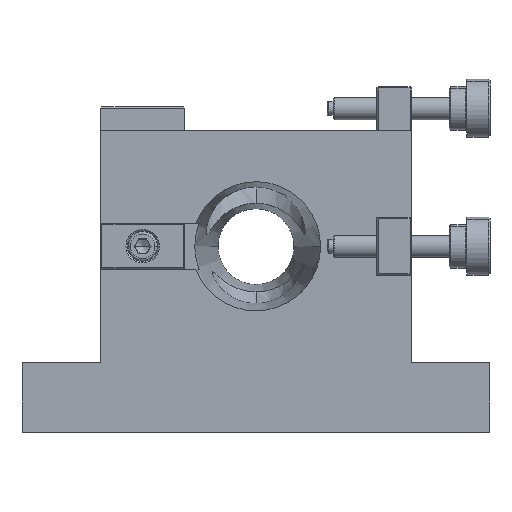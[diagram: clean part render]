
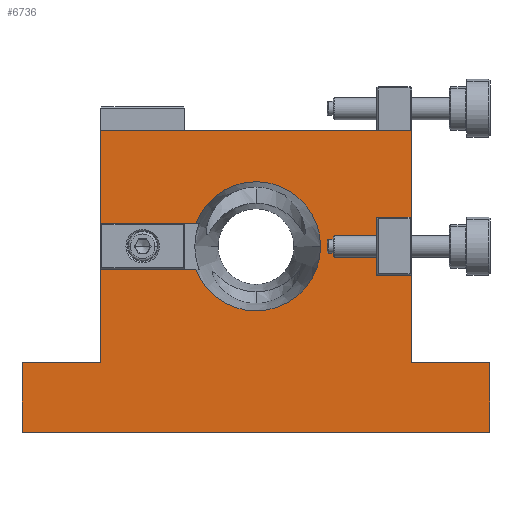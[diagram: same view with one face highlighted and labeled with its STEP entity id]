
A CAD part, top view. The second image highlights one B-rep face of the part: STEP entity #6736.
In plain terms, the highlighted planar face has unit normal (0, 0, 1).
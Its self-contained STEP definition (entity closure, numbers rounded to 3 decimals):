
#9 = VERTEX_POINT ( 'NONE', #2337 ) ;
#12 = VERTEX_POINT ( 'NONE', #2308 ) ;
#28 = VERTEX_POINT ( 'NONE', #2341 ) ;
#36 = VERTEX_POINT ( 'NONE', #2345 ) ;
#42 = VERTEX_POINT ( 'NONE', #2342 ) ;
#45 = VERTEX_POINT ( 'NONE', #2304 ) ;
#47 = VERTEX_POINT ( 'NONE', #2309 ) ;
#56 = VERTEX_POINT ( 'NONE', #2328 ) ;
#60 = VERTEX_POINT ( 'NONE', #2329 ) ;
#61 = VERTEX_POINT ( 'NONE', #2334 ) ;
#67 = VERTEX_POINT ( 'NONE', #2348 ) ;
#69 = VERTEX_POINT ( 'NONE', #2314 ) ;
#76 = VERTEX_POINT ( 'NONE', #2319 ) ;
#78 = VERTEX_POINT ( 'NONE', #2324 ) ;
#107 = VERTEX_POINT ( 'NONE', #3670 ) ;
#191 = VERTEX_POINT ( 'NONE', #3593 ) ;
#200 = VERTEX_POINT ( 'NONE', #3580 ) ;
#1022 = ORIENTED_EDGE ( 'NONE', *, *, #5834, .T. ) ;
#1062 = ORIENTED_EDGE ( 'NONE', *, *, #5836, .F. ) ;
#1071 = ORIENTED_EDGE ( 'NONE', *, *, #5829, .T. ) ;
#1117 = ORIENTED_EDGE ( 'NONE', *, *, #5777, .T. ) ;
#1219 = ORIENTED_EDGE ( 'NONE', *, *, #5788, .T. ) ;
#1270 = ORIENTED_EDGE ( 'NONE', *, *, #5838, .T. ) ;
#1292 = ORIENTED_EDGE ( 'NONE', *, *, #5741, .F. ) ;
#1323 = ORIENTED_EDGE ( 'NONE', *, *, #5840, .F. ) ;
#1334 = ORIENTED_EDGE ( 'NONE', *, *, #5807, .T. ) ;
#1335 = ORIENTED_EDGE ( 'NONE', *, *, #5798, .T. ) ;
#1339 = ORIENTED_EDGE ( 'NONE', *, *, #5837, .F. ) ;
#1343 = ORIENTED_EDGE ( 'NONE', *, *, #5835, .F. ) ;
#1351 = ORIENTED_EDGE ( 'NONE', *, *, #5801, .T. ) ;
#1363 = ORIENTED_EDGE ( 'NONE', *, *, #5815, .T. ) ;
#1364 = ORIENTED_EDGE ( 'NONE', *, *, #5825, .T. ) ;
#1388 = ORIENTED_EDGE ( 'NONE', *, *, #5839, .F. ) ;
#1995 = PLANE ( 'NONE',  #6514 ) ;
#1999 = CARTESIAN_POINT ( 'NONE',  ( 0., 0., 63. ) ) ;
#2004 = DIRECTION ( 'NONE',  ( 0., 0., 1. ) ) ;
#2005 = DIRECTION ( 'NONE',  ( 1., 0., 0. ) ) ;
#2156 = CARTESIAN_POINT ( 'NONE',  ( 80.5, 64., 63. ) ) ;
#2157 = DIRECTION ( 'NONE',  ( 0., 0., 1. ) ) ;
#2158 = DIRECTION ( 'NONE',  ( 1., 0., 0. ) ) ;
#2246 = CARTESIAN_POINT ( 'NONE',  ( 134., 24., 63. ) ) ;
#2248 = DIRECTION ( 'NONE',  ( 0., 1., 0. ) ) ;
#2266 = CARTESIAN_POINT ( 'NONE',  ( 0., 0., 63. ) ) ;
#2272 = DIRECTION ( 'NONE',  ( 1., 0., 0. ) ) ;
#2292 = CARTESIAN_POINT ( 'NONE',  ( 161., 24., 63. ) ) ;
#2297 = CARTESIAN_POINT ( 'NONE',  ( 0., 24., 63. ) ) ;
#2299 = DIRECTION ( 'NONE',  ( -1., 0., 0. ) ) ;
#2304 = CARTESIAN_POINT ( 'NONE',  ( 27., 24., 63. ) ) ;
#2308 = CARTESIAN_POINT ( 'NONE',  ( 134., 74., 63. ) ) ;
#2309 = CARTESIAN_POINT ( 'NONE',  ( 122., 54., 63. ) ) ;
#2314 = CARTESIAN_POINT ( 'NONE',  ( 122., 74., 63. ) ) ;
#2319 = CARTESIAN_POINT ( 'NONE',  ( 0., 0., 63. ) ) ;
#2324 = CARTESIAN_POINT ( 'NONE',  ( 134., 24., 63. ) ) ;
#2328 = CARTESIAN_POINT ( 'NONE',  ( 27., 104., 63. ) ) ;
#2329 = CARTESIAN_POINT ( 'NONE',  ( 0., 24., 63. ) ) ;
#2334 = CARTESIAN_POINT ( 'NONE',  ( 27., 71.95, 63. ) ) ;
#2337 = CARTESIAN_POINT ( 'NONE',  ( 161., 24., 63. ) ) ;
#2341 = CARTESIAN_POINT ( 'NONE',  ( 59.746, 71.95, 63. ) ) ;
#2342 = CARTESIAN_POINT ( 'NONE',  ( 27., 56.05, 63. ) ) ;
#2345 = CARTESIAN_POINT ( 'NONE',  ( 134., 104., 63. ) ) ;
#2348 = CARTESIAN_POINT ( 'NONE',  ( 134., 54., 63. ) ) ;
#3137 = EDGE_LOOP ( 'NONE', ( #1292, #1343, #1364, #1022, #1351, #1219, #4314, #1335, #1334, #1062, #1339, #1270, #1117, #1363, #1071, #1388, #1323 ) ) ;
#3324 = DIRECTION ( 'NONE',  ( 0., -1., 0. ) ) ;
#3329 = CARTESIAN_POINT ( 'NONE',  ( 161., 0., 63. ) ) ;
#3330 = DIRECTION ( 'NONE',  ( 0., 1., 0. ) ) ;
#3331 = CARTESIAN_POINT ( 'NONE',  ( 134., 24., 63. ) ) ;
#3339 = DIRECTION ( 'NONE',  ( 0., 1., 0. ) ) ;
#3348 = CARTESIAN_POINT ( 'NONE',  ( 27., 104., 63. ) ) ;
#3349 = CARTESIAN_POINT ( 'NONE',  ( 134., 104., 63. ) ) ;
#3356 = DIRECTION ( 'NONE',  ( -1., 0., 0. ) ) ;
#3375 = DIRECTION ( 'NONE',  ( 0., -1., 0. ) ) ;
#3381 = CARTESIAN_POINT ( 'NONE',  ( 27., 104., 63. ) ) ;
#3382 = DIRECTION ( 'NONE',  ( 0., -1., 0. ) ) ;
#3393 = CARTESIAN_POINT ( 'NONE',  ( 27., 24., 63. ) ) ;
#3394 = DIRECTION ( 'NONE',  ( -1., 0., 0. ) ) ;
#3395 = CARTESIAN_POINT ( 'NONE',  ( 27., 56.05, 63. ) ) ;
#3396 = DIRECTION ( 'NONE',  ( 1., 0., 0. ) ) ;
#3397 = CARTESIAN_POINT ( 'NONE',  ( 122., 54., 63. ) ) ;
#3398 = DIRECTION ( 'NONE',  ( 1., 0., 0. ) ) ;
#3399 = CARTESIAN_POINT ( 'NONE',  ( 122., 74., 63. ) ) ;
#3400 = DIRECTION ( 'NONE',  ( 0., -1., 0. ) ) ;
#3401 = CARTESIAN_POINT ( 'NONE',  ( 122., 74., 63. ) ) ;
#3402 = DIRECTION ( 'NONE',  ( 1., 0., 0. ) ) ;
#3403 = CARTESIAN_POINT ( 'NONE',  ( 27., 71.95, 63. ) ) ;
#3404 = DIRECTION ( 'NONE',  ( -1., 0., 0. ) ) ;
#3405 = CARTESIAN_POINT ( 'NONE',  ( 80.5, 64., 63. ) ) ;
#3406 = DIRECTION ( 'NONE',  ( 0., 0., 1. ) ) ;
#3407 = DIRECTION ( 'NONE',  ( 1., 0., 0. ) ) ;
#3580 = CARTESIAN_POINT ( 'NONE',  ( 161., 0., 63. ) ) ;
#3593 = CARTESIAN_POINT ( 'NONE',  ( 102.725, 64., 63. ) ) ;
#3670 = CARTESIAN_POINT ( 'NONE',  ( 59.746, 56.05, 63. ) ) ;
#3762 = FACE_OUTER_BOUND ( 'NONE', #3137, .T. ) ;
#4314 = ORIENTED_EDGE ( 'NONE', *, *, #5804, .T. ) ;
#5215 = CIRCLE ( 'NONE', #6225, 22.225 ) ;
#5237 = VECTOR ( 'NONE', #2299, 1000. ) ;
#5242 = LINE ( 'NONE', #3329, #5249 ) ;
#5245 = VECTOR ( 'NONE', #3324, 1000. ) ;
#5247 = LINE ( 'NONE', #3349, #5424 ) ;
#5248 = LINE ( 'NONE', #3331, #5448 ) ;
#5249 = VECTOR ( 'NONE', #3330, 1000. ) ;
#5261 = LINE ( 'NONE', #2292, #5237 ) ;
#5263 = LINE ( 'NONE', #2297, #5245 ) ;
#5272 = VECTOR ( 'NONE', #2272, 1000. ) ;
#5277 = LINE ( 'NONE', #2266, #5272 ) ;
#5287 = VECTOR ( 'NONE', #2248, 1000. ) ;
#5290 = LINE ( 'NONE', #2246, #5287 ) ;
#5377 = VECTOR ( 'NONE', #3404, 1000. ) ;
#5379 = VECTOR ( 'NONE', #3402, 1000. ) ;
#5380 = LINE ( 'NONE', #3403, #5377 ) ;
#5381 = VECTOR ( 'NONE', #3400, 1000. ) ;
#5382 = LINE ( 'NONE', #3401, #5379 ) ;
#5383 = VECTOR ( 'NONE', #3398, 1000. ) ;
#5384 = LINE ( 'NONE', #3399, #5381 ) ;
#5385 = VECTOR ( 'NONE', #3396, 1000. ) ;
#5386 = LINE ( 'NONE', #3397, #5383 ) ;
#5387 = VECTOR ( 'NONE', #3394, 1000. ) ;
#5388 = LINE ( 'NONE', #3395, #5385 ) ;
#5390 = LINE ( 'NONE', #3393, #5387 ) ;
#5395 = VECTOR ( 'NONE', #3382, 1000. ) ;
#5398 = LINE ( 'NONE', #3381, #5395 ) ;
#5400 = CIRCLE ( 'NONE', #6257, 22.225 ) ;
#5403 = VECTOR ( 'NONE', #3375, 1000. ) ;
#5424 = VECTOR ( 'NONE', #3356, 1000. ) ;
#5427 = LINE ( 'NONE', #3348, #5403 ) ;
#5448 = VECTOR ( 'NONE', #3339, 1000. ) ;
#5741 = EDGE_CURVE ( 'NONE', #107, #191, #5215, .T. ) ;
#5777 = EDGE_CURVE ( 'NONE', #12, #36, #5290, .T. ) ;
#5788 = EDGE_CURVE ( 'NONE', #76, #200, #5277, .T. ) ;
#5798 = EDGE_CURVE ( 'NONE', #9, #78, #5261, .T. ) ;
#5801 = EDGE_CURVE ( 'NONE', #60, #76, #5263, .T. ) ;
#5804 = EDGE_CURVE ( 'NONE', #200, #9, #5242, .T. ) ;
#5807 = EDGE_CURVE ( 'NONE', #78, #67, #5248, .T. ) ;
#5815 = EDGE_CURVE ( 'NONE', #36, #56, #5247, .T. ) ;
#5825 = EDGE_CURVE ( 'NONE', #42, #45, #5427, .T. ) ;
#5829 = EDGE_CURVE ( 'NONE', #56, #61, #5398, .T. ) ;
#5834 = EDGE_CURVE ( 'NONE', #45, #60, #5390, .T. ) ;
#5835 = EDGE_CURVE ( 'NONE', #42, #107, #5388, .T. ) ;
#5836 = EDGE_CURVE ( 'NONE', #47, #67, #5386, .T. ) ;
#5837 = EDGE_CURVE ( 'NONE', #69, #47, #5384, .T. ) ;
#5838 = EDGE_CURVE ( 'NONE', #69, #12, #5382, .T. ) ;
#5839 = EDGE_CURVE ( 'NONE', #28, #61, #5380, .T. ) ;
#5840 = EDGE_CURVE ( 'NONE', #191, #28, #5400, .T. ) ;
#6225 = AXIS2_PLACEMENT_3D ( 'NONE', #2156, #2157, #2158 ) ;
#6257 = AXIS2_PLACEMENT_3D ( 'NONE', #3405, #3406, #3407 ) ;
#6514 = AXIS2_PLACEMENT_3D ( 'NONE', #1999, #2004, #2005 ) ;
#6736 = ADVANCED_FACE ( 'NONE', ( #3762 ), #1995, .T. ) ;
